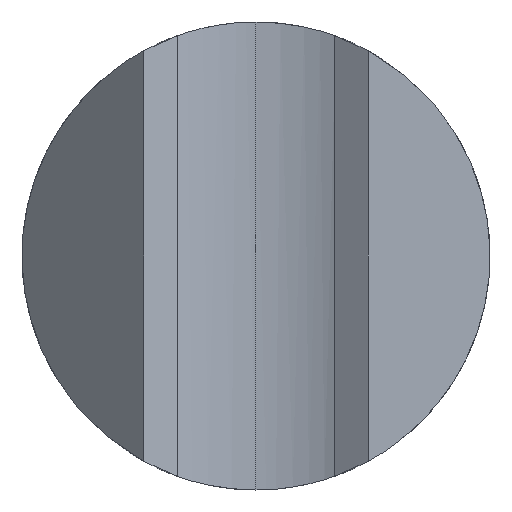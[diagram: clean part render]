
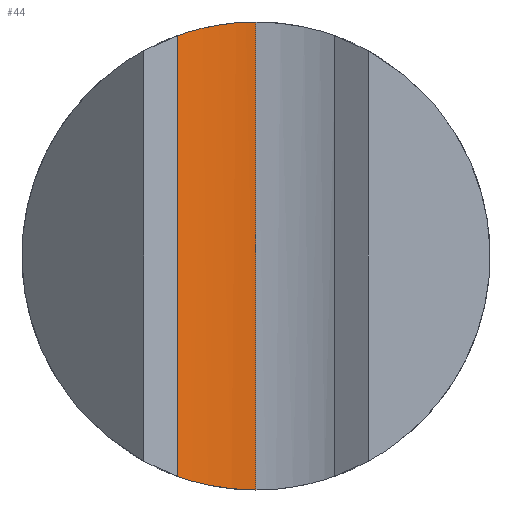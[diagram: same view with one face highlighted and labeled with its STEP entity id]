
A CAD part, left-side view. The second image highlights one B-rep face of the part: STEP entity #44.
In plain terms, the highlighted cylindrical face has radius 14.25 mm (diameter 28.5 mm), a partial arc.
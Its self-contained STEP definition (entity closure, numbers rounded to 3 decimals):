
#44=ADVANCED_FACE('NONE',(#97),#98,.F.);
#97=FACE_OUTER_BOUND('',#156,.T.);
#98=CYLINDRICAL_SURFACE('',#157,14.25);
#156=EDGE_LOOP('',(#226,#227,#228,#229));
#157=AXIS2_PLACEMENT_3D('',#230,#231,#232);
#226=ORIENTED_EDGE('',*,*,#371,.F.);
#227=ORIENTED_EDGE('',*,*,#378,.T.);
#228=ORIENTED_EDGE('',*,*,#361,.F.);
#229=ORIENTED_EDGE('',*,*,#379,.T.);
#230=CARTESIAN_POINT('',(-14.,0.0,-25.0));
#231=DIRECTION('',(0.0,0.0,-1.0));
#232=DIRECTION('',(1.0,0.0,0.0));
#361=EDGE_CURVE('NONE',#422,#423,#424,.T.);
#371=EDGE_CURVE('NONE',#441,#443,#444,.T.);
#378=EDGE_CURVE('NONE',#441,#423,#455,.T.);
#379=EDGE_CURVE('NONE',#422,#443,#456,.T.);
#422=VERTEX_POINT('NONE',#511);
#423=VERTEX_POINT('NONE',#512);
#424=B_SPLINE_CURVE_WITH_KNOTS('',3,(#513,#514,#515,#516,#517,#518,#519,#520,#521,#522),.UNSPECIFIED.,.F.,.F.,(4,2,2,2,4),(-0.007,-0.004,-0.003,-0.002,0.),.UNSPECIFIED.);
#441=VERTEX_POINT('NONE',#619);
#443=VERTEX_POINT('NONE',#622);
#444=B_SPLINE_CURVE_WITH_KNOTS('',3,(#623,#624,#625,#626,#627,#628,#629,#630,#631,#632),.UNSPECIFIED.,.F.,.F.,(4,2,2,2,4),(0.007,0.011,0.012,0.013,0.015),.UNSPECIFIED.);
#455=LINE('',#693,#694);
#456=LINE('',#695,#696);
#511=CARTESIAN_POINT('',(-1.514,6.867,15.551));
#512=CARTESIAN_POINT('',(0.25,0.0,17.0));
#513=CARTESIAN_POINT('',(-1.514,6.867,15.551));
#514=CARTESIAN_POINT('',(-0.959,5.859,15.996));
#515=CARTESIAN_POINT('',(-0.522,4.78,16.358));
#516=CARTESIAN_POINT('',(-0.14,3.324,16.674));
#517=CARTESIAN_POINT('',(-0.072,3.027,16.731));
#518=CARTESIAN_POINT('',(0.044,2.432,16.828));
#519=CARTESIAN_POINT('',(0.093,2.133,16.868));
#520=CARTESIAN_POINT('',(0.21,1.228,16.966));
#521=CARTESIAN_POINT('',(0.25,0.618,17.0));
#522=CARTESIAN_POINT('',(0.25,0.0,17.0));
#619=CARTESIAN_POINT('',(0.25,0.0,-17.0));
#622=CARTESIAN_POINT('',(-1.514,6.867,-15.551));
#623=CARTESIAN_POINT('',(0.25,0.0,-17.0));
#624=CARTESIAN_POINT('',(0.25,1.237,-17.0));
#625=CARTESIAN_POINT('',(0.092,2.436,-16.867));
#626=CARTESIAN_POINT('',(-0.288,3.891,-16.551));
#627=CARTESIAN_POINT('',(-0.374,4.181,-16.481));
#628=CARTESIAN_POINT('',(-0.56,4.746,-16.327));
#629=CARTESIAN_POINT('',(-0.661,5.023,-16.243));
#630=CARTESIAN_POINT('',(-0.988,5.839,-15.976));
#631=CARTESIAN_POINT('',(-1.236,6.363,-15.774));
#632=CARTESIAN_POINT('',(-1.514,6.867,-15.551));
#693=CARTESIAN_POINT('',(0.25,0.0,-25.0));
#694=VECTOR('',#910,1000.0);
#695=CARTESIAN_POINT('',(-1.514,6.867,-25.0));
#696=VECTOR('',#911,1000.0);
#910=DIRECTION('',(0.0,0.0,1.0));
#911=DIRECTION('',(0.0,0.0,-1.0));
